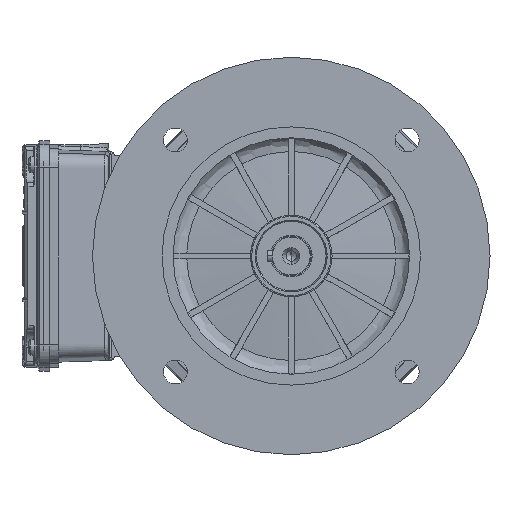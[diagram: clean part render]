
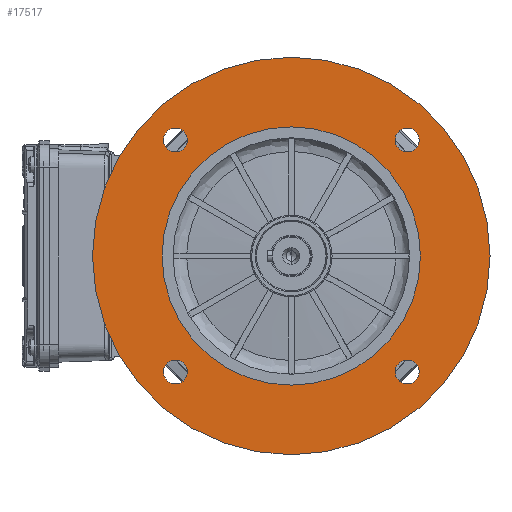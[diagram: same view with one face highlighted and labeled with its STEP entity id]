
A CAD part, left-side view. The second image highlights one B-rep face of the part: STEP entity #17517.
In plain terms, the highlighted planar face has unit normal (-1, 0, 0).
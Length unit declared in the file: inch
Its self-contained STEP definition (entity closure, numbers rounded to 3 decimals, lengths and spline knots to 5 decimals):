
#121 = DIRECTION ( 'NONE',  ( 0., 0., -1. ) ) ;
#876 = CARTESIAN_POINT ( 'NONE',  ( -3.9332, -2.79958, -2.29671 ) ) ;
#920 = PLANE ( 'NONE',  #127481 ) ;
#2292 = AXIS2_PLACEMENT_3D ( 'NONE', #23653, #98131, #134154 ) ;
#2417 = CARTESIAN_POINT ( 'NONE',  ( -3.9332, 1.79383, 2.29671 ) ) ;
#6561 = CIRCLE ( 'NONE', #103799, 0.23622 ) ;
#8268 = VERTEX_POINT ( 'NONE', #22148 ) ;
#9447 = ORIENTED_EDGE ( 'NONE', *, *, #148159, .F. ) ;
#12913 = AXIS2_PLACEMENT_3D ( 'NONE', #42878, #91714, #140516 ) ;
#13591 = CIRCLE ( 'NONE', #87843, 3.93701 ) ;
#15344 = EDGE_CURVE ( 'NONE', #15528, #112447, #6561, .T. ) ;
#15528 = VERTEX_POINT ( 'NONE', #148652 ) ;
#17517 = ADVANCED_FACE ( 'NONE', ( #124241, #97871, #123466, #146729, #50617, #99447 ), #920, .F. ) ;
#21382 = EDGE_CURVE ( 'NONE', #25375, #80917, #23249, .T. ) ;
#22148 = CARTESIAN_POINT ( 'NONE',  ( -3.9332, -2.79958, -2.53293 ) ) ;
#23225 = EDGE_LOOP ( 'NONE', ( #9447, #36432 ) ) ;
#23249 = CIRCLE ( 'NONE', #12913, 3.93701 ) ;
#23653 = CARTESIAN_POINT ( 'NONE',  ( -3.9332, -0.50287, 0. ) ) ;
#25375 = VERTEX_POINT ( 'NONE', #90212 ) ;
#25520 = CARTESIAN_POINT ( 'NONE',  ( -3.9332, -0.50287, -3.93701 ) ) ;
#26132 = CARTESIAN_POINT ( 'NONE',  ( -3.9332, -0.50287, 2.55906 ) ) ;
#26604 = DIRECTION ( 'NONE',  ( 0., 0., -1. ) ) ;
#26790 = VERTEX_POINT ( 'NONE', #127116 ) ;
#27686 = AXIS2_PLACEMENT_3D ( 'NONE', #28901, #56090, #138573 ) ;
#28062 = EDGE_CURVE ( 'NONE', #80917, #25375, #13591, .T. ) ;
#28808 = CARTESIAN_POINT ( 'NONE',  ( -3.9332, 1.79383, 2.06048 ) ) ;
#28901 = CARTESIAN_POINT ( 'NONE',  ( -3.9332, 1.79383, -2.29671 ) ) ;
#29023 = DIRECTION ( 'NONE',  ( -1., 0., 0. ) ) ;
#29627 = CIRCLE ( 'NONE', #42459, 0.23622 ) ;
#30800 = EDGE_CURVE ( 'NONE', #133230, #8268, #75348, .T. ) ;
#31342 = DIRECTION ( 'NONE',  ( -1., 0., 0. ) ) ;
#32022 = AXIS2_PLACEMENT_3D ( 'NONE', #68102, #90568, #66516 ) ;
#36432 = ORIENTED_EDGE ( 'NONE', *, *, #45131, .F. ) ;
#37365 = EDGE_CURVE ( 'NONE', #119847, #55933, #141906, .T. ) ;
#37553 = ORIENTED_EDGE ( 'NONE', *, *, #61903, .F. ) ;
#41024 = CARTESIAN_POINT ( 'NONE',  ( -3.9332, 1.79383, 2.29671 ) ) ;
#42459 = AXIS2_PLACEMENT_3D ( 'NONE', #88464, #31342, #50875 ) ;
#42878 = CARTESIAN_POINT ( 'NONE',  ( -3.9332, -0.50287, 0. ) ) ;
#44178 = CARTESIAN_POINT ( 'NONE',  ( -3.9332, 1.79383, -2.06048 ) ) ;
#45131 = EDGE_CURVE ( 'NONE', #89799, #124413, #55954, .T. ) ;
#45521 = EDGE_LOOP ( 'NONE', ( #83720, #51228 ) ) ;
#48727 = DIRECTION ( 'NONE',  ( 0., 0., -1. ) ) ;
#49037 = DIRECTION ( 'NONE',  ( 1., 0., 0. ) ) ;
#50458 = ORIENTED_EDGE ( 'NONE', *, *, #15344, .F. ) ;
#50617 = FACE_BOUND ( 'NONE', #23225, .T. ) ;
#50875 = DIRECTION ( 'NONE',  ( 0., 0., -1. ) ) ;
#51228 = ORIENTED_EDGE ( 'NONE', *, *, #28062, .F. ) ;
#51325 = DIRECTION ( 'NONE',  ( 0., 0., -1. ) ) ;
#52721 = CARTESIAN_POINT ( 'NONE',  ( -3.9332, -2.79958, 2.29671 ) ) ;
#54592 = CARTESIAN_POINT ( 'NONE',  ( -3.9332, -2.79958, -2.06048 ) ) ;
#55876 = DIRECTION ( 'NONE',  ( 1., 0., 0. ) ) ;
#55933 = VERTEX_POINT ( 'NONE', #129040 ) ;
#55954 = CIRCLE ( 'NONE', #27686, 0.23622 ) ;
#56090 = DIRECTION ( 'NONE',  ( -1., 0., 0. ) ) ;
#61903 = EDGE_CURVE ( 'NONE', #55933, #119847, #98024, .T. ) ;
#62086 = EDGE_LOOP ( 'NONE', ( #65350, #37553 ) ) ;
#62429 = EDGE_CURVE ( 'NONE', #8268, #133230, #75160, .T. ) ;
#64087 = AXIS2_PLACEMENT_3D ( 'NONE', #110796, #29023, #101884 ) ;
#64881 = DIRECTION ( 'NONE',  ( -1., 0., 0. ) ) ;
#64899 = EDGE_CURVE ( 'NONE', #153868, #26790, #80616, .T. ) ;
#65350 = ORIENTED_EDGE ( 'NONE', *, *, #37365, .F. ) ;
#66226 = ORIENTED_EDGE ( 'NONE', *, *, #30800, .F. ) ;
#66516 = DIRECTION ( 'NONE',  ( 0., 0., 1. ) ) ;
#68102 = CARTESIAN_POINT ( 'NONE',  ( -3.9332, -0.50287, 0. ) ) ;
#68954 = ORIENTED_EDGE ( 'NONE', *, *, #62429, .F. ) ;
#75062 = AXIS2_PLACEMENT_3D ( 'NONE', #41024, #136306, #26604 ) ;
#75160 = CIRCLE ( 'NONE', #156872, 0.23622 ) ;
#75348 = CIRCLE ( 'NONE', #149536, 0.23622 ) ;
#76200 = CARTESIAN_POINT ( 'NONE',  ( -3.9332, -0.50287, -2.55906 ) ) ;
#76926 = ORIENTED_EDGE ( 'NONE', *, *, #97166, .F. ) ;
#78318 = DIRECTION ( 'NONE',  ( -1., 0., 0. ) ) ;
#79123 = EDGE_LOOP ( 'NONE', ( #76926, #50458 ) ) ;
#80616 = CIRCLE ( 'NONE', #32022, 2.55906 ) ;
#80917 = VERTEX_POINT ( 'NONE', #25520 ) ;
#83720 = ORIENTED_EDGE ( 'NONE', *, *, #21382, .F. ) ;
#83833 = EDGE_LOOP ( 'NONE', ( #68954, #66226 ) ) ;
#84895 = CARTESIAN_POINT ( 'NONE',  ( -3.9332, 1.79383, -2.53293 ) ) ;
#86597 = DIRECTION ( 'NONE',  ( -1., 0., 0. ) ) ;
#86771 = CARTESIAN_POINT ( 'NONE',  ( -3.9332, -2.79958, 2.06048 ) ) ;
#87843 = AXIS2_PLACEMENT_3D ( 'NONE', #125572, #55876, #101560 ) ;
#88464 = CARTESIAN_POINT ( 'NONE',  ( -3.9332, 1.79383, -2.29671 ) ) ;
#89799 = VERTEX_POINT ( 'NONE', #44178 ) ;
#90212 = CARTESIAN_POINT ( 'NONE',  ( -3.9332, -0.50287, 3.93701 ) ) ;
#90568 = DIRECTION ( 'NONE',  ( -1., 0., 0. ) ) ;
#91714 = DIRECTION ( 'NONE',  ( 1., 0., 0. ) ) ;
#97166 = EDGE_CURVE ( 'NONE', #112447, #15528, #140794, .T. ) ;
#97871 = FACE_BOUND ( 'NONE', #121123, .T. ) ;
#98024 = CIRCLE ( 'NONE', #75062, 0.23622 ) ;
#98131 = DIRECTION ( 'NONE',  ( -1., 0., 0. ) ) ;
#99447 = FACE_BOUND ( 'NONE', #62086, .T. ) ;
#100966 = DIRECTION ( 'NONE',  ( 0., 0., -1. ) ) ;
#101560 = DIRECTION ( 'NONE',  ( 0., 0., 1. ) ) ;
#101884 = DIRECTION ( 'NONE',  ( 0., 0., -1. ) ) ;
#103799 = AXIS2_PLACEMENT_3D ( 'NONE', #52721, #78318, #151195 ) ;
#108786 = CARTESIAN_POINT ( 'NONE',  ( -3.9332, -2.79958, -2.29671 ) ) ;
#109704 = CIRCLE ( 'NONE', #2292, 2.55906 ) ;
#110796 = CARTESIAN_POINT ( 'NONE',  ( -3.9332, -2.79958, 2.29671 ) ) ;
#112447 = VERTEX_POINT ( 'NONE', #86771 ) ;
#119847 = VERTEX_POINT ( 'NONE', #28808 ) ;
#121123 = EDGE_LOOP ( 'NONE', ( #131392, #136604 ) ) ;
#123466 = FACE_BOUND ( 'NONE', #83833, .T. ) ;
#124241 = FACE_OUTER_BOUND ( 'NONE', #45521, .T. ) ;
#124413 = VERTEX_POINT ( 'NONE', #84895 ) ;
#125572 = CARTESIAN_POINT ( 'NONE',  ( -3.9332, -0.50287, 0. ) ) ;
#127116 = CARTESIAN_POINT ( 'NONE',  ( -3.9332, -0.50287, -2.55906 ) ) ;
#127481 = AXIS2_PLACEMENT_3D ( 'NONE', #76200, #49037, #121 ) ;
#129040 = CARTESIAN_POINT ( 'NONE',  ( -3.9332, 1.79383, 2.53293 ) ) ;
#131392 = ORIENTED_EDGE ( 'NONE', *, *, #64899, .F. ) ;
#133230 = VERTEX_POINT ( 'NONE', #54592 ) ;
#134154 = DIRECTION ( 'NONE',  ( 0., 0., 1. ) ) ;
#136306 = DIRECTION ( 'NONE',  ( -1., 0., 0. ) ) ;
#136604 = ORIENTED_EDGE ( 'NONE', *, *, #136749, .F. ) ;
#136749 = EDGE_CURVE ( 'NONE', #26790, #153868, #109704, .T. ) ;
#138573 = DIRECTION ( 'NONE',  ( 0., 0., -1. ) ) ;
#139395 = AXIS2_PLACEMENT_3D ( 'NONE', #2417, #64881, #51325 ) ;
#140516 = DIRECTION ( 'NONE',  ( 0., 0., 1. ) ) ;
#140794 = CIRCLE ( 'NONE', #64087, 0.23622 ) ;
#141906 = CIRCLE ( 'NONE', #139395, 0.23622 ) ;
#146729 = FACE_BOUND ( 'NONE', #79123, .T. ) ;
#148159 = EDGE_CURVE ( 'NONE', #124413, #89799, #29627, .T. ) ;
#148652 = CARTESIAN_POINT ( 'NONE',  ( -3.9332, -2.79958, 2.53293 ) ) ;
#149536 = AXIS2_PLACEMENT_3D ( 'NONE', #876, #86597, #100966 ) ;
#151195 = DIRECTION ( 'NONE',  ( 0., 0., -1. ) ) ;
#153868 = VERTEX_POINT ( 'NONE', #26132 ) ;
#156872 = AXIS2_PLACEMENT_3D ( 'NONE', #108786, #158400, #48727 ) ;
#158400 = DIRECTION ( 'NONE',  ( -1., 0., 0. ) ) ;
